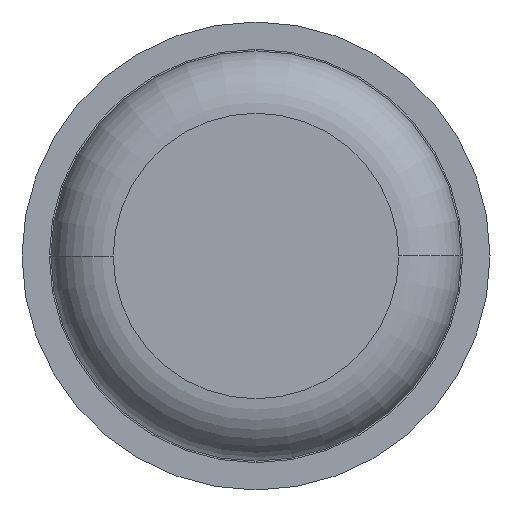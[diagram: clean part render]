
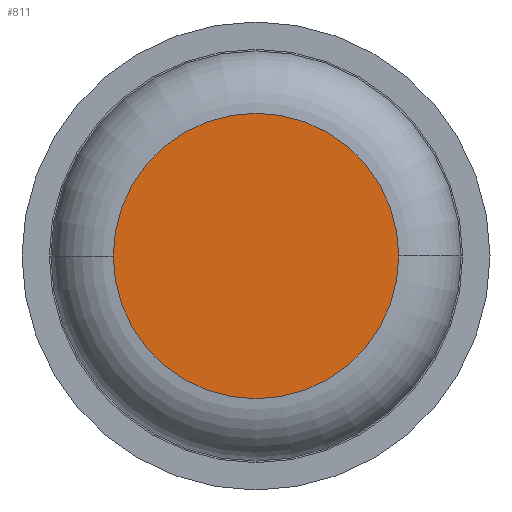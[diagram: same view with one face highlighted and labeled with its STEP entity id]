
A CAD part, front view. The second image highlights one B-rep face of the part: STEP entity #811.
In plain terms, the highlighted planar face has unit normal (0, -1, 0).
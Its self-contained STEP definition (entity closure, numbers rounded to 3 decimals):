
#77 = FACE_OUTER_BOUND ( 'NONE', #822, .T. ) ;
#610 = AXIS2_PLACEMENT_3D ( 'NONE', #1017, #3548, #3498 ) ;
#655 = DIRECTION ( 'NONE',  ( 0., -1., 0. ) ) ;
#811 = ADVANCED_FACE ( 'Defeature ausgef�hrt1_6', ( #77 ), #2097, .F. ) ;
#822 = EDGE_LOOP ( 'NONE', ( #1914, #3788 ) ) ;
#1017 = CARTESIAN_POINT ( 'NONE',  ( 0., 0., 0. ) ) ;
#1065 = EDGE_CURVE ( 'Defeature ausgef�hrt1_6+Defeature ausgef�hrt1_7+Defeature ausgef�hrt1_7+Defeature ausgef�hrt1_7', #4012, #4701, #3536, .T. ) ;
#1311 = AXIS2_PLACEMENT_3D ( 'NONE', #2091, #3561, #1763 ) ;
#1763 = DIRECTION ( 'NONE',  ( -1., 0., 0. ) ) ;
#1914 = ORIENTED_EDGE ( 'NONE', *, *, #4063, .T. ) ;
#1993 = AXIS2_PLACEMENT_3D ( 'NONE', #3555, #655, #2114 ) ;
#2091 = CARTESIAN_POINT ( 'NONE',  ( 0., 0., 0. ) ) ;
#2097 = PLANE ( 'NONE',  #610 ) ;
#2114 = DIRECTION ( 'NONE',  ( -1., 0., 0. ) ) ;
#2288 = CIRCLE ( 'NONE', #1311, 0.915 ) ;
#2839 = CARTESIAN_POINT ( 'NONE',  ( -0.915, 0., 0. ) ) ;
#3498 = DIRECTION ( 'NONE',  ( -1., 0., 0. ) ) ;
#3536 = CIRCLE ( 'NONE', #1993, 0.915 ) ;
#3548 = DIRECTION ( 'NONE',  ( 0., 1., 0. ) ) ;
#3555 = CARTESIAN_POINT ( 'NONE',  ( 0., 0., 0. ) ) ;
#3561 = DIRECTION ( 'NONE',  ( 0., -1., 0. ) ) ;
#3608 = CARTESIAN_POINT ( 'NONE',  ( 0.915, 0., 0. ) ) ;
#3788 = ORIENTED_EDGE ( 'NONE', *, *, #1065, .T. ) ;
#4012 = VERTEX_POINT ( 'NONE', #3608 ) ;
#4063 = EDGE_CURVE ( 'Defeature ausgef�hrt1_6+Defeature ausgef�hrt1_7+Defeature ausgef�hrt1_7+Defeature ausgef�hrt1_7', #4701, #4012, #2288, .T. ) ;
#4701 = VERTEX_POINT ( 'NONE', #2839 ) ;
